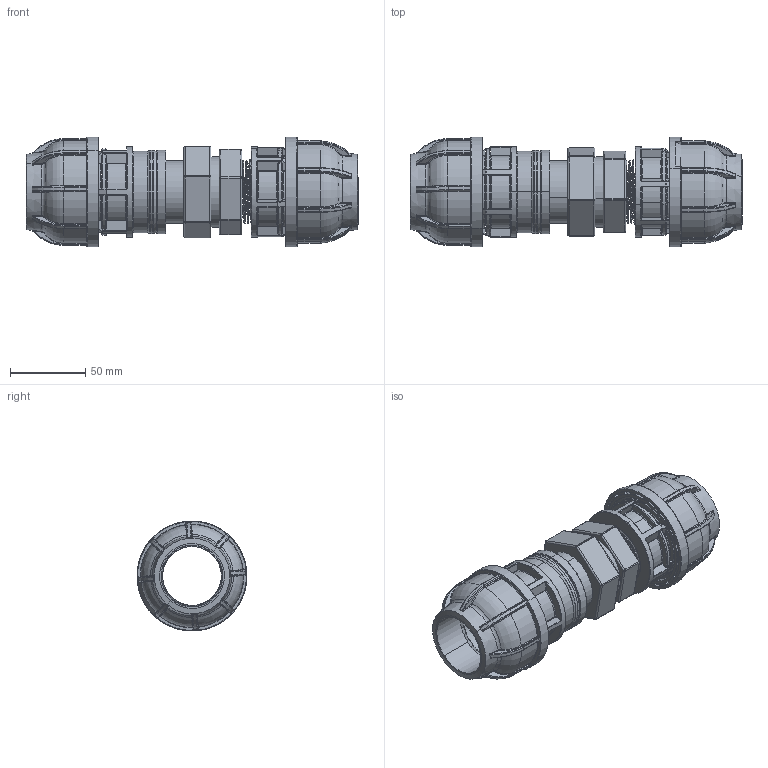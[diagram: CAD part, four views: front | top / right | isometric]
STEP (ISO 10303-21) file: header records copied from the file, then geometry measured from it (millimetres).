
FILE_DESCRIPTION (( 'STEP AP203' ), '1' );
FILE_NAME ('R220.040.114.step', '2013-11-19T09:30:13', ( 'Alusic' ), ( 'Alusic' ), 'SwSTEP 2.0', 'SolidWorks 2011', '' );
FILE_SCHEMA (( 'CONFIG_CONTROL_DESIGN' ));
Length unit declared in the file: millimetre
Products named in the file (1): R220.040.114
Bounding box: 220.45 x 72.98 x 72.98 mm (x, y, z)
Surface area: 99578.6 mm2 (no closed solid volume)
Topology: 0 solids, 52 shells, 1495 faces, 4822 edges, 3137 vertices
Faces by surface type: cylinder 502, bspline 345, plane 301, torus 285, cone 34, sphere 28
Entity records: 73107 total; most frequent: CARTESIAN_POINT 36006, ORIENTED_EDGE 7427, DIRECTION 7266, EDGE_CURVE 4743, VERTEX_POINT 3137, AXIS2_PLACEMENT_3D 3032, CIRCLE 1881, EDGE_LOOP 1509
